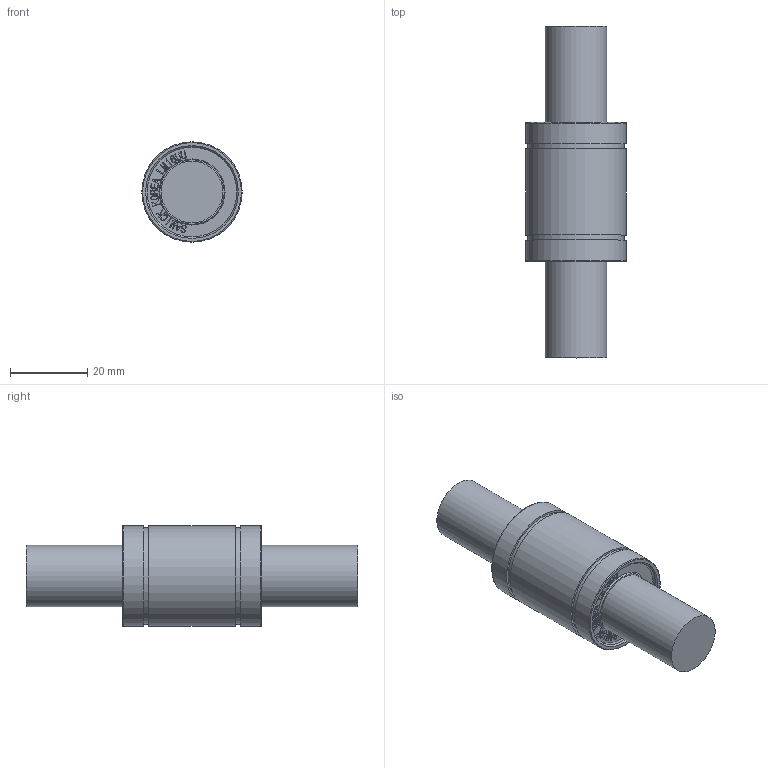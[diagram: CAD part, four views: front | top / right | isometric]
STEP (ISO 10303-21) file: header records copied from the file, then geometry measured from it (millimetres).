
FILE_DESCRIPTION((''),'2;1');
FILE_NAME('LME16UU.stp','2013-02-05T19:18:06',('user2'),(''),'Autodesk Inventor 2012','Autodesk Inventor 2012','');
FILE_SCHEMA(('AUTOMOTIVE_DESIGN { 1 0 10303 214 1 1 1 1 }'));
Length unit declared in the file: millimetre
Products named in the file (1): LME16UU
Bounding box: 26 x 86 x 26 mm (x, y, z)
Volume: 28488.6 mm3; surface area: 6971.1 mm2
Topology: 1 solids, 1 shells, 827 faces, 2311 edges, 1540 vertices
Faces by surface type: bspline 588, plane 224, cylinder 9, cone 4, torus 2
Full cylindrical faces by diameter (mm): 16 x2, 23.2 x2, 24.9 x2, 26 x3
Entity records: 27921 total; most frequent: CARTESIAN_POINT 9952, ORIENTED_EDGE 4588, EDGE_CURVE 2294, DIRECTION 1624, VERTEX_POINT 1538, QUASI_UNIFORM_CURVE 1176, VECTOR 1092, LINE 1092
